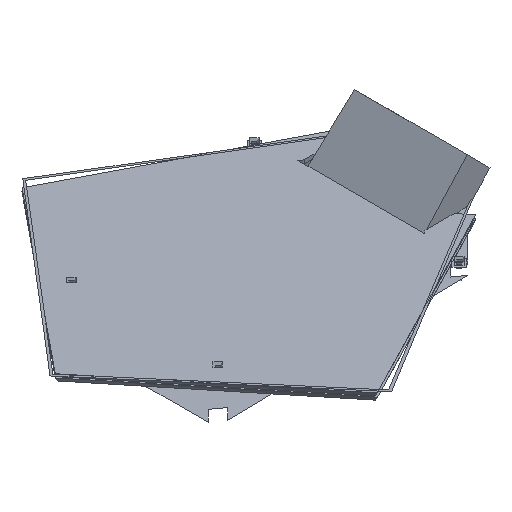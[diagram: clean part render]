
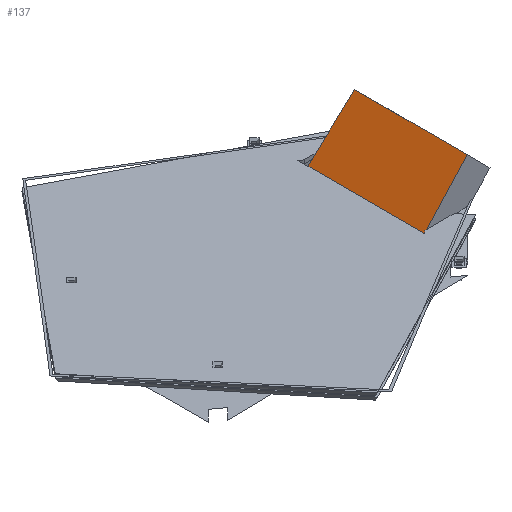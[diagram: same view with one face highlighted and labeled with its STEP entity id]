
A CAD part, isometric view. The second image highlights one B-rep face of the part: STEP entity #137.
In plain terms, the highlighted planar face has unit normal (-0.707, 0, 0.707).
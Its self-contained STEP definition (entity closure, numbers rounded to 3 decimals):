
#137 = ADVANCED_FACE( '', ( #299 ), #300, .F. );
#299 = FACE_OUTER_BOUND( '', #3041, .T. );
#300 = PLANE( '', #3042 );
#3041 = EDGE_LOOP( '', ( #4558, #4559, #4560, #4561 ) );
#3042 = AXIS2_PLACEMENT_3D( '', #4562, #4563, #4564 );
#4558 = ORIENTED_EDGE( '', *, *, #6118, .F. );
#4559 = ORIENTED_EDGE( '', *, *, #6119, .T. );
#4560 = ORIENTED_EDGE( '', *, *, #6083, .T. );
#4561 = ORIENTED_EDGE( '', *, *, #6120, .F. );
#4562 = CARTESIAN_POINT( '', ( -158.141, -40., -247.39 ) );
#4563 = DIRECTION( '', ( 0.707, 0., -0.707 ) );
#4564 = DIRECTION( '', ( -0.707, 0., -0.707 ) );
#6083 = EDGE_CURVE( '', #6302, #6300, #6303, .F. );
#6118 = EDGE_CURVE( '', #6359, #6360, #6361, .T. );
#6119 = EDGE_CURVE( '', #6359, #6302, #6362, .F. );
#6120 = EDGE_CURVE( '', #6360, #6300, #6363, .F. );
#6300 = VERTEX_POINT( '', #9523 );
#6302 = VERTEX_POINT( '', #9526 );
#6303 = LINE( '', #9527, #9528 );
#6359 = VERTEX_POINT( '', #11953 );
#6360 = VERTEX_POINT( '', #11954 );
#6361 = B_SPLINE_CURVE_WITH_KNOTS( '', 3, ( #11955, #11956, #11957, #11958, #11959, #11960, #11961, #11962, #11963, #11964, #11965, #11966, #11967, #11968, #11969, #11970, #11971, #11972, #11973, #11974 ), .UNSPECIFIED., .F., .F., ( 4, 2, 2, 2, 2, 2, 2, 2, 2, 4 ), ( 0., 0.01, 0.02, 0.03, 0.035, 0.041, 0.051, 0.061, 0.071, 0.081 ), .UNSPECIFIED. );
#6362 = LINE( '', #11975, #11976 );
#6363 = LINE( '', #11977, #11978 );
#9523 = CARTESIAN_POINT( '', ( 119.034, 38.529, 29.784 ) );
#9526 = CARTESIAN_POINT( '', ( 119.034, -38.529, 29.784 ) );
#9527 = CARTESIAN_POINT( '', ( 119.034, -40., 29.784 ) );
#9528 = VECTOR( '', #12518, 1000. );
#11953 = CARTESIAN_POINT( '', ( 87.529, -39.902, -1.72 ) );
#11954 = CARTESIAN_POINT( '', ( 87.529, 39.902, -1.721 ) );
#11955 = CARTESIAN_POINT( '', ( 87.529, -39.902, -1.72 ) );
#11956 = CARTESIAN_POINT( '', ( 88.3, -36.667, -0.95 ) );
#11957 = CARTESIAN_POINT( '', ( 88.944, -33.404, -0.306 ) );
#11958 = CARTESIAN_POINT( '', ( 90.019, -26.828, 0.769 ) );
#11959 = CARTESIAN_POINT( '', ( 90.45, -23.516, 1.201 ) );
#11960 = CARTESIAN_POINT( '', ( 91.13, -16.851, 1.881 ) );
#11961 = CARTESIAN_POINT( '', ( 91.379, -13.497, 2.129 ) );
#11962 = CARTESIAN_POINT( '', ( 91.626, -8.439, 2.377 ) );
#11963 = CARTESIAN_POINT( '', ( 91.688, -6.748, 2.438 ) );
#11964 = CARTESIAN_POINT( '', ( 91.769, -3.356, 2.52 ) );
#11965 = CARTESIAN_POINT( '', ( 91.79, -1.653, 2.54 ) );
#11966 = CARTESIAN_POINT( '', ( 91.789, 3.436, 2.539 ) );
#11967 = CARTESIAN_POINT( '', ( 91.706, 6.812, 2.457 ) );
#11968 = CARTESIAN_POINT( '', ( 91.376, 13.532, 2.127 ) );
#11969 = CARTESIAN_POINT( '', ( 91.128, 16.875, 1.879 ) );
#11970 = CARTESIAN_POINT( '', ( 90.449, 23.524, 1.2 ) );
#11971 = CARTESIAN_POINT( '', ( 90.018, 26.831, 0.769 ) );
#11972 = CARTESIAN_POINT( '', ( 88.944, 33.401, -0.305 ) );
#11973 = CARTESIAN_POINT( '', ( 88.3, 36.664, -0.949 ) );
#11974 = CARTESIAN_POINT( '', ( 87.529, 39.902, -1.721 ) );
#11975 = CARTESIAN_POINT( '', ( -157.91, -50.594, -247.159 ) );
#11976 = VECTOR( '', #12549, 1000. );
#11977 = CARTESIAN_POINT( '', ( 48.216, 41.615, -41.034 ) );
#11978 = VECTOR( '', #12550, 1000. );
#12518 = DIRECTION( '', ( 0., -1., 0. ) );
#12549 = DIRECTION( '', ( -0.707, -0.031, -0.707 ) );
#12550 = DIRECTION( '', ( -0.707, 0.031, -0.707 ) );
